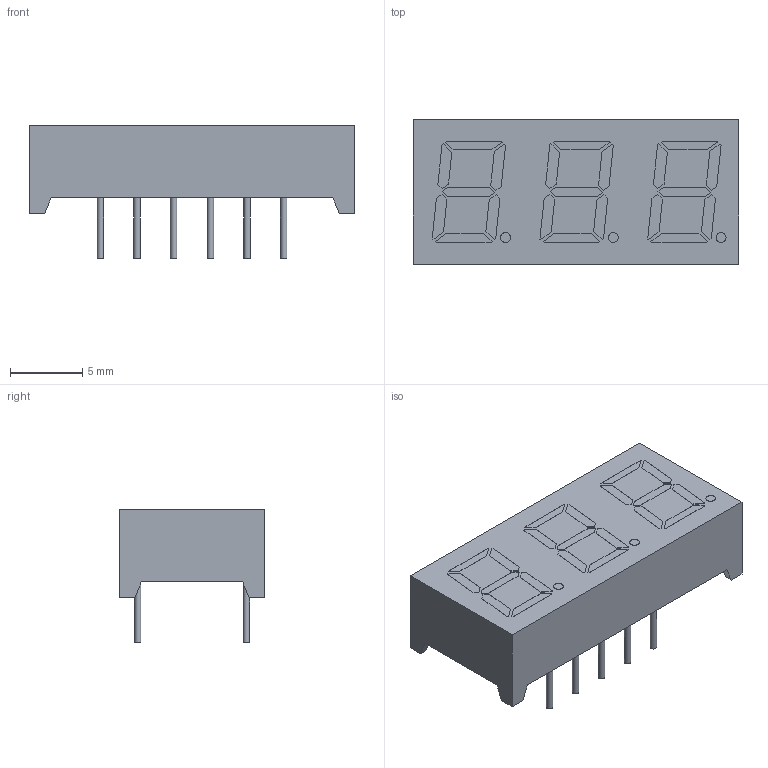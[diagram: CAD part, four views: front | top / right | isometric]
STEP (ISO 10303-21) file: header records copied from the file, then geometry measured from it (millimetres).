
FILE_DESCRIPTION(/* description */ (''),/* implementation_level */ '2;1');
FILE_NAME(/* name */ 'DICE_2381.step',/* time_stamp */ '2023-08-20T01:04:13-05:00',/* author */ (''),/* organization */ (''),/* preprocessor_version */ 'ST-DEVELOPER v20',/* originating_system */ 'Autodesk Translation Framework v12.9.0.99',/* authorisation */ '');
FILE_SCHEMA (('AUTOMOTIVE_DESIGN { 1 0 10303 214 3 1 1 }'));
Length unit declared in the file: millimetre
Products named in the file (1): 7-Segment - 2381AW (leads trimmed)
Bounding box: 22.5 x 10 x 9.2 mm (x, y, z)
Volume: 1136.4 mm3; surface area: 862.9 mm2
Topology: 1 solids, 1 shells, 201 faces, 492 edges, 328 vertices
Faces by surface type: plane 187, cylinder 14
Full cylindrical faces by diameter (mm): 0.45 x11, 0.684 x2, 0.685 x1
Entity records: 5862 total; most frequent: CARTESIAN_POINT 1022, ORIENTED_EDGE 984, DIRECTION 924, EDGE_CURVE 492, LINE 464, VECTOR 464, VERTEX_POINT 328, EDGE_LOOP 236
